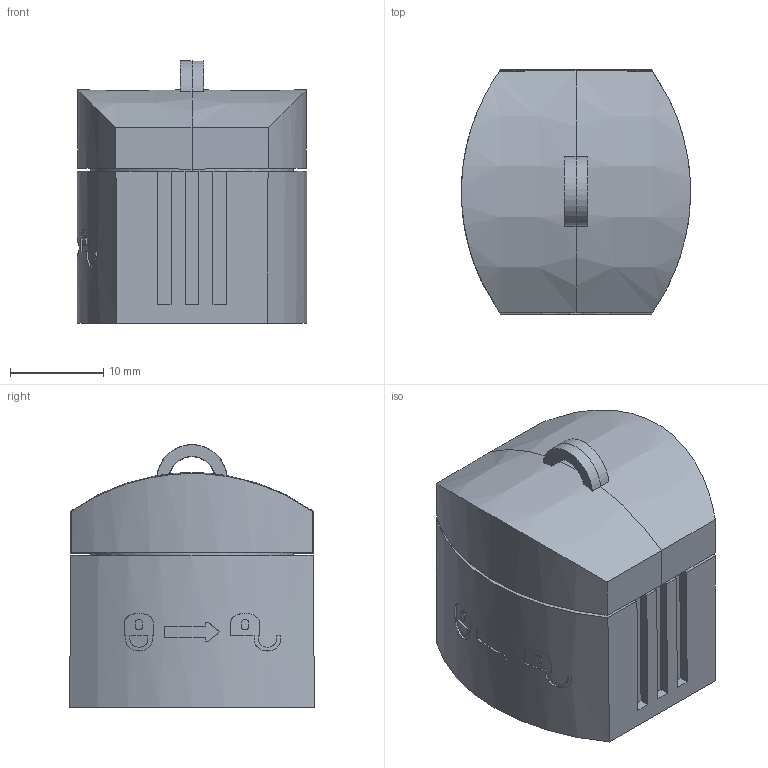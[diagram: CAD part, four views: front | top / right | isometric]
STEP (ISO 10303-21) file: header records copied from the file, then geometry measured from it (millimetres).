
FILE_DESCRIPTION(('Creo Elements/Direct Modeling STEP Export'),'2;1');
FILE_NAME('model.stp','2023-11-10T 7:27:59',(''),(''),'Creo Elements/Direct Modeling STEP processor for AP214 (Solid Model)','Creo Elements/Direct Modeling 20.1D 10-Oct-2020 (C) Parametric Technology GmbH','');
FILE_SCHEMA(('AUTOMOTIVE_DESIGN { 1 0 10303 214 1 1 1 1 }'));
Length unit declared in the file: millimetre
Products named in the file (2): IPD_PL_CAP_W26_WP_GY-select
Assembly tree (1 placements, depth 2):
  IPD_PL_CAP_W26_WP_GY-select
    IPD_PL_CAP_W26_WP_GY-select
Bounding box: 24.6 x 26.29 x 28.19 mm (x, y, z)
Volume: 7803.1 mm3; surface area: 5923.2 mm2
Topology: 1 solids, 1 shells, 157 faces, 427 edges, 279 vertices
Faces by surface type: plane 101, cylinder 27, cone 13, extrusion 12, torus 4
Entity records: 6726 total; most frequent: CARTESIAN_POINT 1825, ORIENTED_EDGE 854, DIRECTION 758, EDGE_CURVE 427, VERTEX_POINT 279, AXIS2_PLACEMENT_3D 260, VECTOR 238, LINE 226
